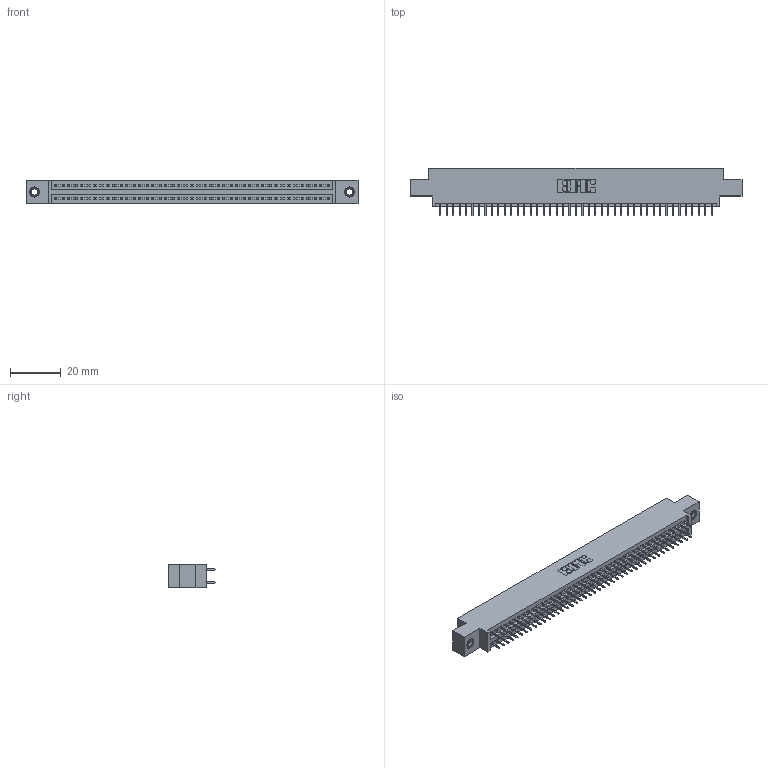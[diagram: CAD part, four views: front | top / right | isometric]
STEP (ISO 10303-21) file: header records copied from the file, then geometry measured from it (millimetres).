
FILE_DESCRIPTION (( 'STEP AP203' ), '1' );
FILE_NAME ('395-086-525-807.STEP', '2020-09-25T12:48:43', ( '' ), ( '' ), 'SwSTEP 2.0', 'SolidWorks 2020', '' );
FILE_SCHEMA (( 'CONFIG_CONTROL_DESIGN' ));
Length unit declared in the file: inch
Products named in the file (4): 395-086-525-807; 345 Part_0.170 Offset - 0.156 Dia-TI; 345-250-001_345-250-005-103; 345-292-001_345-293-125
Assembly tree (89 placements, depth 2):
  395-086-525-807
    345 Part_0.170 Offset - 0.156 Dia-TI
    345-292-001_345-293-125  x86
    345-250-001_345-250-005-103  x2
Bounding box: 130.43 x 18.72 x 9.4 mm (x, y, z)
Volume: 12410.8 mm3; surface area: 18109.4 mm2
Topology: 89 solids, 89 shells, 4834 faces, 13647 edges, 8746 vertices
Faces by surface type: plane 3470, cylinder 1348, cone 12, torus 4
Entity records: 34996 total; most frequent: CARTESIAN_POINT 5847, ORIENTED_EDGE 5774, DIRECTION 5181, EDGE_CURVE 2887, LINE 2567, VECTOR 2567, VERTEX_POINT 1916, AXIS2_PLACEMENT_3D 1307
